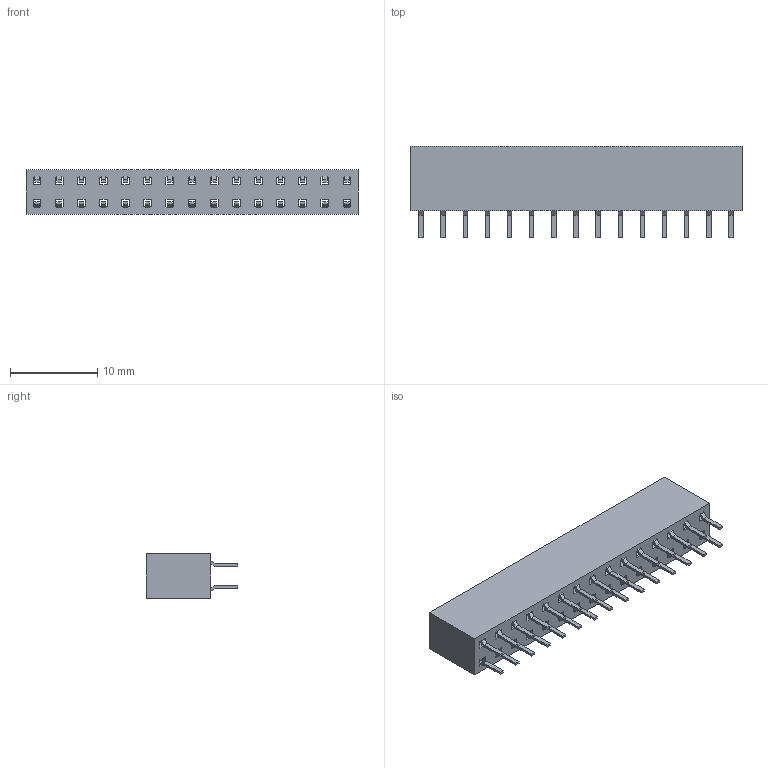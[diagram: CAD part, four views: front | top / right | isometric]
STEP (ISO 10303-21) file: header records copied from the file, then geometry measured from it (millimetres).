
FILE_DESCRIPTION(/* description */ ('STEP AP214'),/* implementation_level */ '2;1');
FILE_NAME(/* name */ 'BCS-115-L-D-TE',/* time_stamp */ '2023-03-03T21:01:57+01:00',/* author */ ('License CC BY-ND 4.0'),/* organization */ ('CADENAS'),/* preprocessor_version */ 'ST-DEVELOPER v18.102',/* originating_system */ 'PARTsolutions',/* authorisation */ ' ');
FILE_SCHEMA (('AUTOMOTIVE_DESIGN {1 0 10303 214 3 1 1}'));
Length unit declared in the file: inch
Products named in the file (3): BCS-115-L-D-TE; C-95-01-15-D-TE; BCS-115-D-TE_socket
Assembly tree (2 placements, depth 2):
  BCS-115-L-D-TE
    C-95-01-15-D-TE
    BCS-115-D-TE_socket
Bounding box: 38.1 x 10.46 x 5.08 mm (x, y, z)
Surface area: 3540.2 mm2
Topology: 2 solids, 2 shells, 702 faces, 2064 edges, 1336 vertices
Faces by surface type: plane 702
Entity records: 23006 total; most frequent: ORIENTED_EDGE 4128, CARTESIAN_POINT 4105, DIRECTION 3474, EDGE_CURVE 2064, LINE 2064, VECTOR 2064, VERTEX_POINT 1336, EDGE_LOOP 792
